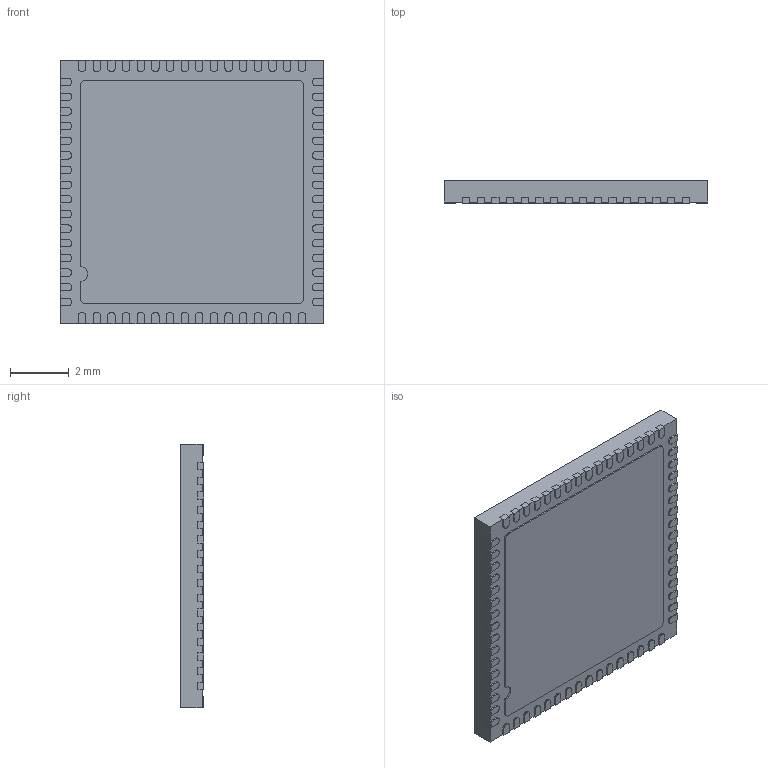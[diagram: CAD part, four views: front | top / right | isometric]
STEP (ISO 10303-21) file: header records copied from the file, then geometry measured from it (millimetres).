
FILE_DESCRIPTION (( 'STEP AP214' ), '1' );
FILE_NAME ('CP-64-15_AD9680.STEP', '2023-12-08T23:15:47', ( '' ), ( '' ), 'SwSTEP 2.0', 'SolidWorks 2021', '' );
FILE_SCHEMA (( 'AUTOMOTIVE_DESIGN' ));
Length unit declared in the file: millimetre
Products named in the file (1): CP-64-15_AD9680
Bounding box: 9 x 0.8 x 9 mm (x, y, z)
Volume: 63.9 mm3; surface area: 340.8 mm2
Topology: 67 solids, 67 shells, 697 faces, 1686 edges, 1124 vertices
Faces by surface type: plane 528, cylinder 169
Entity records: 20866 total; most frequent: CARTESIAN_POINT 3508, DIRECTION 3420, ORIENTED_EDGE 3372, EDGE_CURVE 1686, VECTOR 1348, LINE 1348, VERTEX_POINT 1124, AXIS2_PLACEMENT_3D 1036
